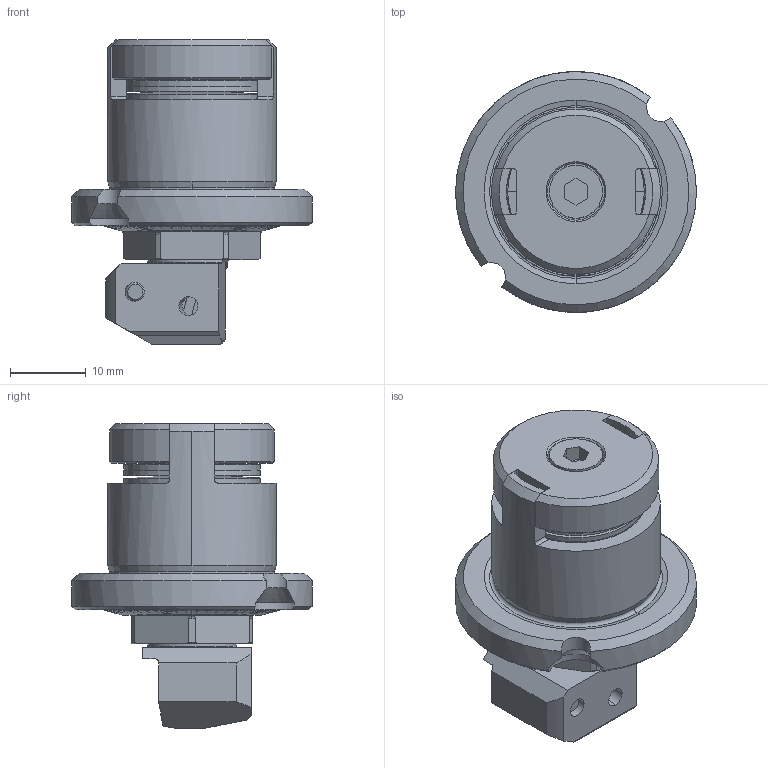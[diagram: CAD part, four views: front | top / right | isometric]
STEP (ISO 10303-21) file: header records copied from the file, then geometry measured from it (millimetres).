
FILE_DESCRIPTION(/* description */ (''),/* implementation_level */ '2;1');
FILE_NAME(/* name */ 'FV3-FVPN31.stp',/* time_stamp */ '2019-09-03T15:16:06+09:00',/* author */ (''),/* organization */ (''),/* preprocessor_version */ 'ST-DEVELOPER v16',/* originating_system */ 'SIEMENS PLM Software NX 10.0',/* authorisation */ '');
FILE_SCHEMA (('AUTOMOTIVE_DESIGN { 1 0 10303 214 3 1 1 1 }'));
Length unit declared in the file: millimetre
Products named in the file (1): FV3_ASM
Bounding box: 31.75 x 31.74 x 40.09 mm (x, y, z)
Volume: 12589.4 mm3; surface area: 13171.1 mm2
Topology: 16 solids, 16 shells, 1079 faces, 2966 edges, 1933 vertices
Faces by surface type: plane 784, cone 152, cylinder 113, torus 26, extrusion 4
Entity records: 36009 total; most frequent: CARTESIAN_POINT 8708, ORIENTED_EDGE 5924, DIRECTION 5215, EDGE_CURVE 2962, VERTEX_POINT 1933, VECTOR 1825, LINE 1821, AXIS2_PLACEMENT_3D 1695
